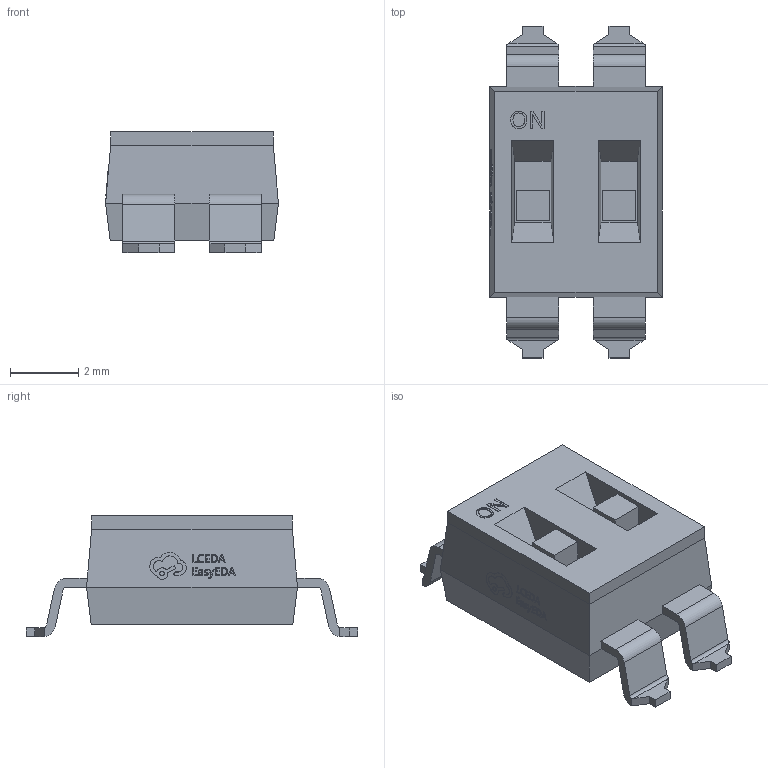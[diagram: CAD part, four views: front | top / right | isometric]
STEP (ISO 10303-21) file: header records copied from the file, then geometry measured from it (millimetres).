
FILE_DESCRIPTION (( 'STEP AP214' ), '1' );
FILE_NAME ('SW-SMD_DSIC-02-TS-GER.STEP', '2024-09-05T05:08:08', ( '个人用户' ), ( '微软中国' ), 'SwSTEP 2.0', 'SolidWorks 2020', '' );
FILE_SCHEMA (( 'AUTOMOTIVE_DESIGN' ));
Length unit declared in the file: millimetre
Products named in the file (1): SW-SMD_DSIC-02-TS-GER
Bounding box: 5.08 x 9.76 x 3.56 mm (x, y, z)
Volume: 95.4 mm3; surface area: 184 mm2
Topology: 1 solids, 1 shells, 359 faces, 971 edges, 640 vertices
Faces by surface type: plane 233, bspline 110, cylinder 16
Entity records: 16281 total; most frequent: CARTESIAN_POINT 4049, ORIENTED_EDGE 1942, DIRECTION 1263, EDGE_CURVE 971, VECTOR 699, LINE 699, VERTEX_POINT 640, EDGE_LOOP 385
